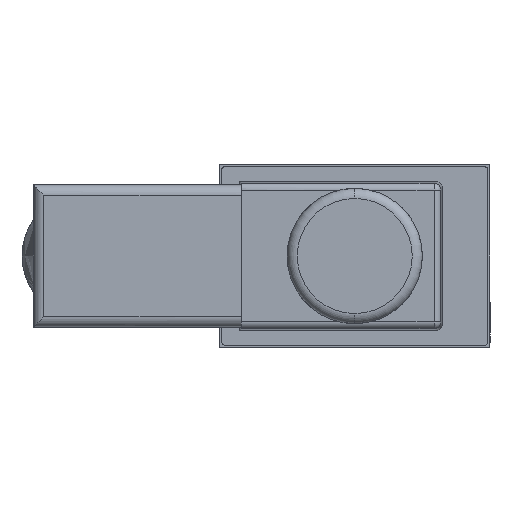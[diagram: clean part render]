
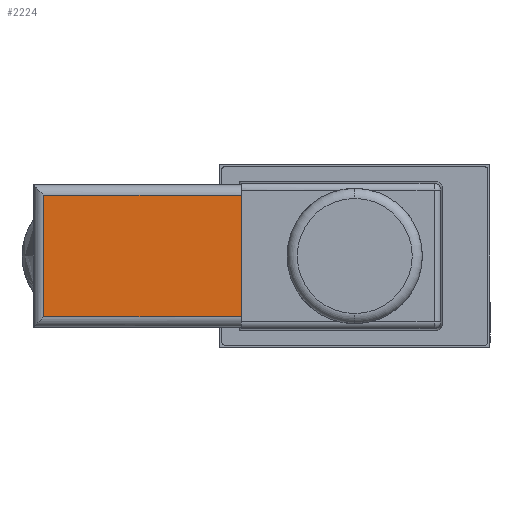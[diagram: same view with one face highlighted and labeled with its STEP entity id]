
A CAD part, left-side view. The second image highlights one B-rep face of the part: STEP entity #2224.
In plain terms, the highlighted planar face has unit normal (-1, 0, 0).
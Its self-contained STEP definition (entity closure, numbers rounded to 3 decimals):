
#283 = PLANE ( 'NONE',  #7180 ) ;
#311 = DIRECTION ( 'NONE',  ( 0., 1., 0. ) ) ;
#521 = CARTESIAN_POINT ( 'NONE',  ( -88.2, 46., 10.5 ) ) ;
#560 = VECTOR ( 'NONE', #637, 1000. ) ;
#637 = DIRECTION ( 'NONE',  ( 0., 0., 1. ) ) ;
#1014 = CARTESIAN_POINT ( 'NONE',  ( -88.2, 16.762, -9. ) ) ;
#1112 = EDGE_CURVE ( 'NONE', #6560, #8029, #6694, .T. ) ;
#1439 = VERTEX_POINT ( 'NONE', #1014 ) ;
#2032 = CARTESIAN_POINT ( 'NONE',  ( -88.2, 16.762, 10.5 ) ) ;
#2224 = ADVANCED_FACE ( 'NONE', ( #7956 ), #283, .T. ) ;
#2318 = DIRECTION ( 'NONE',  ( 0., -1., 0. ) ) ;
#2463 = CARTESIAN_POINT ( 'NONE',  ( -88.2, 46., -9. ) ) ;
#3119 = EDGE_CURVE ( 'NONE', #8029, #7509, #5338, .T. ) ;
#3603 = ORIENTED_EDGE ( 'NONE', *, *, #6029, .F. ) ;
#3682 = VECTOR ( 'NONE', #2318, 1000. ) ;
#4097 = DIRECTION ( 'NONE',  ( -1., 0., 0. ) ) ;
#4136 = DIRECTION ( 'NONE',  ( 0., 1., 0. ) ) ;
#4209 = CARTESIAN_POINT ( 'NONE',  ( -88.2, 16.762, 9. ) ) ;
#4486 = ORIENTED_EDGE ( 'NONE', *, *, #7797, .F. ) ;
#4848 = LINE ( 'NONE', #6655, #5043 ) ;
#5043 = VECTOR ( 'NONE', #4136, 1000. ) ;
#5338 = LINE ( 'NONE', #6095, #3682 ) ;
#5558 = LINE ( 'NONE', #2032, #7456 ) ;
#5834 = CARTESIAN_POINT ( 'NONE',  ( -88.2, 46., 9. ) ) ;
#6029 = EDGE_CURVE ( 'NONE', #1439, #6560, #4848, .T. ) ;
#6095 = CARTESIAN_POINT ( 'NONE',  ( -88.2, -500000., 9. ) ) ;
#6096 = ORIENTED_EDGE ( 'NONE', *, *, #3119, .F. ) ;
#6240 = ORIENTED_EDGE ( 'NONE', *, *, #1112, .F. ) ;
#6560 = VERTEX_POINT ( 'NONE', #2463 ) ;
#6655 = CARTESIAN_POINT ( 'NONE',  ( -88.2, -500000., -9. ) ) ;
#6694 = LINE ( 'NONE', #521, #560 ) ;
#7085 = DIRECTION ( 'NONE',  ( 0., 0., -1. ) ) ;
#7180 = AXIS2_PLACEMENT_3D ( 'NONE', #7246, #4097, #311 ) ;
#7246 = CARTESIAN_POINT ( 'NONE',  ( -88.2, -500000., 10.5 ) ) ;
#7456 = VECTOR ( 'NONE', #7085, 1000. ) ;
#7509 = VERTEX_POINT ( 'NONE', #4209 ) ;
#7797 = EDGE_CURVE ( 'NONE', #7509, #1439, #5558, .T. ) ;
#7866 = EDGE_LOOP ( 'NONE', ( #4486, #6096, #6240, #3603 ) ) ;
#7956 = FACE_OUTER_BOUND ( 'NONE', #7866, .T. ) ;
#8029 = VERTEX_POINT ( 'NONE', #5834 ) ;
